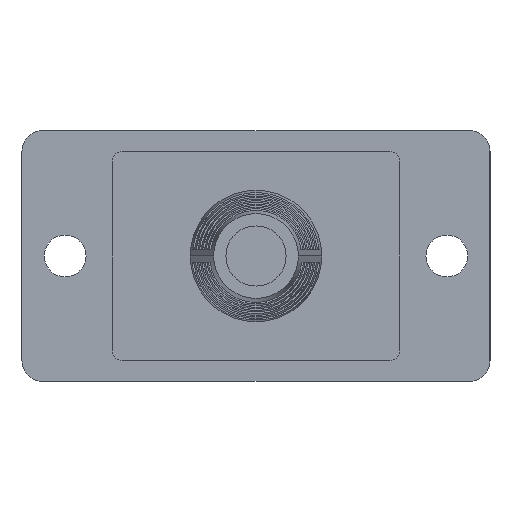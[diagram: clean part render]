
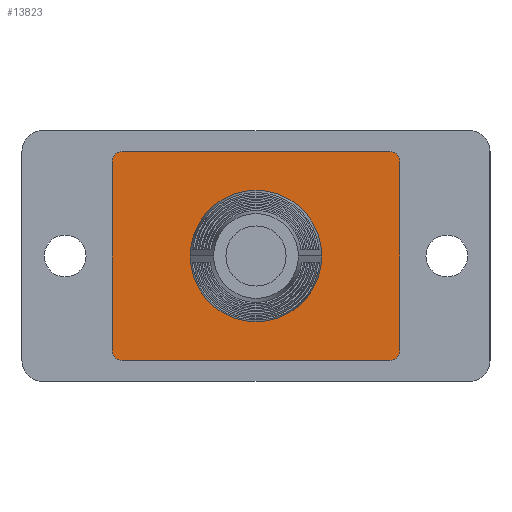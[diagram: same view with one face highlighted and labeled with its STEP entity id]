
A CAD part, left-side view. The second image highlights one B-rep face of the part: STEP entity #13823.
In plain terms, the highlighted face is planar.
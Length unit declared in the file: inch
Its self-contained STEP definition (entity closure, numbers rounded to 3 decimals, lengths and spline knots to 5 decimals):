
#695 = CIRCLE ( 'NONE', #700, 0.03 ) ;
#700 = AXIS2_PLACEMENT_3D ( 'NONE', #745, #711, #725 ) ;
#701 = LINE ( 'NONE', #719, #718 ) ;
#706 = DIRECTION ( 'NONE',  ( 0., 0., -1. ) ) ;
#709 = CIRCLE ( 'NONE', #728, 0.03 ) ;
#710 = CARTESIAN_POINT ( 'NONE',  ( -0.04528, -0.915, 0.13976 ) ) ;
#711 = DIRECTION ( 'NONE',  ( 0., -1., 0. ) ) ;
#716 = CARTESIAN_POINT ( 'NONE',  ( -0.3125, -0.915, 0.4 ) ) ;
#717 = DIRECTION ( 'NONE',  ( -1., 0., 0. ) ) ;
#718 = VECTOR ( 'NONE', #717, 39.37008 ) ;
#719 = CARTESIAN_POINT ( 'NONE',  ( 0.04528, -0.915, 0.13976 ) ) ;
#720 = DIRECTION ( 'NONE',  ( 0., -1., 0. ) ) ;
#721 = CARTESIAN_POINT ( 'NONE',  ( -0.2825, -0.915, 0.4 ) ) ;
#722 = AXIS2_PLACEMENT_3D ( 'NONE', #721, #720, #706 ) ;
#724 = VECTOR ( 'NONE', #743, 39.37008 ) ;
#725 = DIRECTION ( 'NONE',  ( 0., 0., -1. ) ) ;
#726 = DIRECTION ( 'NONE',  ( 0., -1., 0. ) ) ;
#727 = CARTESIAN_POINT ( 'NONE',  ( 0.2825, -0.915, 0.4 ) ) ;
#728 = AXIS2_PLACEMENT_3D ( 'NONE', #727, #726, #744 ) ;
#733 = CIRCLE ( 'NONE', #722, 0.03 ) ;
#736 = LINE ( 'NONE', #742, #724 ) ;
#742 = CARTESIAN_POINT ( 'NONE',  ( -0.3125, -0.915, -0.43 ) ) ;
#743 = DIRECTION ( 'NONE',  ( 0., 0., -1. ) ) ;
#744 = DIRECTION ( 'NONE',  ( 0., 0., -1. ) ) ;
#745 = CARTESIAN_POINT ( 'NONE',  ( -0.2825, -0.915, -0.4 ) ) ;
#750 = DIRECTION ( 'NONE',  ( 0., 0., -1. ) ) ;
#763 = LINE ( 'NONE', #841, #840 ) ;
#765 = DIRECTION ( 'NONE',  ( 0., -1., 0. ) ) ;
#769 = DIRECTION ( 'NONE',  ( -1., 0., 0. ) ) ;
#770 = VECTOR ( 'NONE', #769, 39.37008 ) ;
#771 = CARTESIAN_POINT ( 'NONE',  ( -0.3125, -0.915, 0.43 ) ) ;
#772 = LINE ( 'NONE', #771, #770 ) ;
#773 = CARTESIAN_POINT ( 'NONE',  ( 0.2825, -0.915, -0.43 ) ) ;
#774 = CIRCLE ( 'NONE', #874, 0.03 ) ;
#777 = DIRECTION ( 'NONE',  ( 0., 0., -1. ) ) ;
#781 = CARTESIAN_POINT ( 'NONE',  ( 0.3125, -0.915, 0.4 ) ) ;
#782 = CARTESIAN_POINT ( 'NONE',  ( 0.3125, -0.915, -0.4 ) ) ;
#783 = DIRECTION ( 'NONE',  ( 0., 0., 1. ) ) ;
#784 = VECTOR ( 'NONE', #783, 39.37008 ) ;
#785 = CARTESIAN_POINT ( 'NONE',  ( 0.3125, -0.915, 0.43 ) ) ;
#787 = CARTESIAN_POINT ( 'NONE',  ( 0.04528, -0.915, -0.13976 ) ) ;
#800 = AXIS2_PLACEMENT_3D ( 'NONE', #873, #765, #777 ) ;
#801 = CIRCLE ( 'NONE', #800, 0.07874 ) ;
#806 = CARTESIAN_POINT ( 'NONE',  ( -0.12402, -0.915, 0.06102 ) ) ;
#809 = CARTESIAN_POINT ( 'NONE',  ( 0.2825, -0.915, -0.4 ) ) ;
#810 = CARTESIAN_POINT ( 'NONE',  ( -0.3125, -0.915, -0.4 ) ) ;
#816 = CARTESIAN_POINT ( 'NONE',  ( 0.12402, -0.915, -0.06102 ) ) ;
#817 = DIRECTION ( 'NONE',  ( 0., -1., 0. ) ) ;
#822 = CARTESIAN_POINT ( 'NONE',  ( -0.2825, -0.915, -0.43 ) ) ;
#823 = CARTESIAN_POINT ( 'NONE',  ( -0.2825, -0.915, 0.43 ) ) ;
#824 = DIRECTION ( 'NONE',  ( 0., 0., -1. ) ) ;
#825 = DIRECTION ( 'NONE',  ( 0., -1., 0. ) ) ;
#826 = AXIS2_PLACEMENT_3D ( 'NONE', #872, #825, #824 ) ;
#827 = CIRCLE ( 'NONE', #826, 0.07874 ) ;
#828 = CARTESIAN_POINT ( 'NONE',  ( 0.12402, -0.915, 0.06102 ) ) ;
#829 = AXIS2_PLACEMENT_3D ( 'NONE', #837, #830, #838 ) ;
#830 = DIRECTION ( 'NONE',  ( 0., -1., 0. ) ) ;
#831 = CARTESIAN_POINT ( 'NONE',  ( 0.2825, -0.915, 0.43 ) ) ;
#832 = CARTESIAN_POINT ( 'NONE',  ( -0.04528, -0.915, -0.13976 ) ) ;
#834 = CIRCLE ( 'NONE', #829, 0.07874 ) ;
#837 = CARTESIAN_POINT ( 'NONE',  ( 0.04528, -0.915, 0.06102 ) ) ;
#838 = DIRECTION ( 'NONE',  ( 0., 0., -1. ) ) ;
#840 = VECTOR ( 'NONE', #750, 39.37008 ) ;
#841 = CARTESIAN_POINT ( 'NONE',  ( -0.12402, -0.915, -0.06102 ) ) ;
#842 = CARTESIAN_POINT ( 'NONE',  ( 0.04528, -0.915, 0.13976 ) ) ;
#843 = DIRECTION ( 'NONE',  ( 0., 0., -1. ) ) ;
#848 = LINE ( 'NONE', #861, #852 ) ;
#852 = VECTOR ( 'NONE', #875, 39.37008 ) ;
#858 = LINE ( 'NONE', #785, #784 ) ;
#861 = CARTESIAN_POINT ( 'NONE',  ( 0.12402, -0.915, -0.06102 ) ) ;
#865 = CARTESIAN_POINT ( 'NONE',  ( -0.12402, -0.915, -0.06102 ) ) ;
#872 = CARTESIAN_POINT ( 'NONE',  ( 0.04528, -0.915, -0.06102 ) ) ;
#873 = CARTESIAN_POINT ( 'NONE',  ( -0.04528, -0.915, 0.06102 ) ) ;
#874 = AXIS2_PLACEMENT_3D ( 'NONE', #809, #817, #843 ) ;
#875 = DIRECTION ( 'NONE',  ( 0., 0., 1. ) ) ;
#876 = DIRECTION ( 'NONE',  ( 1., 0., 0. ) ) ;
#877 = VECTOR ( 'NONE', #876, 39.37008 ) ;
#878 = CARTESIAN_POINT ( 'NONE',  ( 0.3125, -0.915, -0.43 ) ) ;
#879 = LINE ( 'NONE', #878, #877 ) ;
#947 = AXIS2_PLACEMENT_3D ( 'NONE', #954, #972, #948 ) ;
#948 = DIRECTION ( 'NONE',  ( 0., 0., -1. ) ) ;
#950 = DIRECTION ( 'NONE',  ( 0., -1., 0. ) ) ;
#953 = FACE_BOUND ( 'NONE', #13545, .T. ) ;
#954 = CARTESIAN_POINT ( 'NONE',  ( -0.3125, -0.915, 0.43 ) ) ;
#959 = DIRECTION ( 'NONE',  ( 1., 0., 0. ) ) ;
#960 = VECTOR ( 'NONE', #959, 39.37008 ) ;
#963 = FACE_OUTER_BOUND ( 'NONE', #13435, .T. ) ;
#967 = PLANE ( 'NONE',  #947 ) ;
#968 = CARTESIAN_POINT ( 'NONE',  ( -0.04528, -0.915, -0.06102 ) ) ;
#969 = AXIS2_PLACEMENT_3D ( 'NONE', #968, #950, #971 ) ;
#970 = CIRCLE ( 'NONE', #969, 0.07874 ) ;
#971 = DIRECTION ( 'NONE',  ( 0., 0., 1. ) ) ;
#972 = DIRECTION ( 'NONE',  ( 0., -1., 0. ) ) ;
#974 = LINE ( 'NONE', #975, #960 ) ;
#975 = CARTESIAN_POINT ( 'NONE',  ( 0.04528, -0.915, -0.13976 ) ) ;
#13382 = EDGE_CURVE ( 'NONE', #13615, #13641, #695, .T. ) ;
#13394 = EDGE_CURVE ( 'NONE', #13396, #13615, #736, .T. ) ;
#13396 = VERTEX_POINT ( 'NONE', #716 ) ;
#13413 = ORIENTED_EDGE ( 'NONE', *, *, #13415, .T. ) ;
#13415 = EDGE_CURVE ( 'NONE', #13677, #13744, #709, .T. ) ;
#13416 = ORIENTED_EDGE ( 'NONE', *, *, #13394, .T. ) ;
#13417 = ORIENTED_EDGE ( 'NONE', *, *, #13382, .T. ) ;
#13431 = VERTEX_POINT ( 'NONE', #710 ) ;
#13432 = ORIENTED_EDGE ( 'NONE', *, *, #13433, .F. ) ;
#13433 = EDGE_CURVE ( 'NONE', #13536, #13431, #701, .T. ) ;
#13435 = EDGE_LOOP ( 'NONE', ( #13437, #13439, #13547, #13413, #13593, #13461, #13416, #13417 ) ) ;
#13437 = ORIENTED_EDGE ( 'NONE', *, *, #13638, .T. ) ;
#13439 = ORIENTED_EDGE ( 'NONE', *, *, #13531, .T. ) ;
#13461 = ORIENTED_EDGE ( 'NONE', *, *, #13462, .T. ) ;
#13462 = EDGE_CURVE ( 'NONE', #13810, #13396, #733, .T. ) ;
#13531 = EDGE_CURVE ( 'NONE', #13549, #13676, #774, .T. ) ;
#13532 = ORIENTED_EDGE ( 'NONE', *, *, #13533, .F. ) ;
#13533 = EDGE_CURVE ( 'NONE', #13534, #13536, #834, .T. ) ;
#13534 = VERTEX_POINT ( 'NONE', #828 ) ;
#13536 = VERTEX_POINT ( 'NONE', #842 ) ;
#13537 = ORIENTED_EDGE ( 'NONE', *, *, #13538, .F. ) ;
#13538 = EDGE_CURVE ( 'NONE', #13574, #13534, #848, .T. ) ;
#13545 = EDGE_LOOP ( 'NONE', ( #13532, #13537, #13696, #13833, #13727, #13551, #13554, #13432 ) ) ;
#13547 = ORIENTED_EDGE ( 'NONE', *, *, #13675, .T. ) ;
#13549 = VERTEX_POINT ( 'NONE', #773 ) ;
#13550 = VERTEX_POINT ( 'NONE', #865 ) ;
#13551 = ORIENTED_EDGE ( 'NONE', *, *, #13552, .F. ) ;
#13552 = EDGE_CURVE ( 'NONE', #13553, #13550, #763, .T. ) ;
#13553 = VERTEX_POINT ( 'NONE', #806 ) ;
#13554 = ORIENTED_EDGE ( 'NONE', *, *, #13555, .F. ) ;
#13555 = EDGE_CURVE ( 'NONE', #13431, #13553, #801, .T. ) ;
#13574 = VERTEX_POINT ( 'NONE', #816 ) ;
#13593 = ORIENTED_EDGE ( 'NONE', *, *, #13751, .T. ) ;
#13615 = VERTEX_POINT ( 'NONE', #810 ) ;
#13638 = EDGE_CURVE ( 'NONE', #13641, #13549, #879, .T. ) ;
#13641 = VERTEX_POINT ( 'NONE', #822 ) ;
#13654 = VERTEX_POINT ( 'NONE', #787 ) ;
#13675 = EDGE_CURVE ( 'NONE', #13676, #13677, #858, .T. ) ;
#13676 = VERTEX_POINT ( 'NONE', #782 ) ;
#13677 = VERTEX_POINT ( 'NONE', #781 ) ;
#13696 = ORIENTED_EDGE ( 'NONE', *, *, #13799, .F. ) ;
#13727 = ORIENTED_EDGE ( 'NONE', *, *, #13840, .F. ) ;
#13741 = VERTEX_POINT ( 'NONE', #832 ) ;
#13744 = VERTEX_POINT ( 'NONE', #831 ) ;
#13751 = EDGE_CURVE ( 'NONE', #13744, #13810, #772, .T. ) ;
#13799 = EDGE_CURVE ( 'NONE', #13654, #13574, #827, .T. ) ;
#13810 = VERTEX_POINT ( 'NONE', #823 ) ;
#13823 = ADVANCED_FACE ( 'NONE', ( #953, #963 ), #967, .T. ) ;
#13833 = ORIENTED_EDGE ( 'NONE', *, *, #13842, .F. ) ;
#13840 = EDGE_CURVE ( 'NONE', #13550, #13741, #970, .T. ) ;
#13842 = EDGE_CURVE ( 'NONE', #13741, #13654, #974, .T. ) ;
